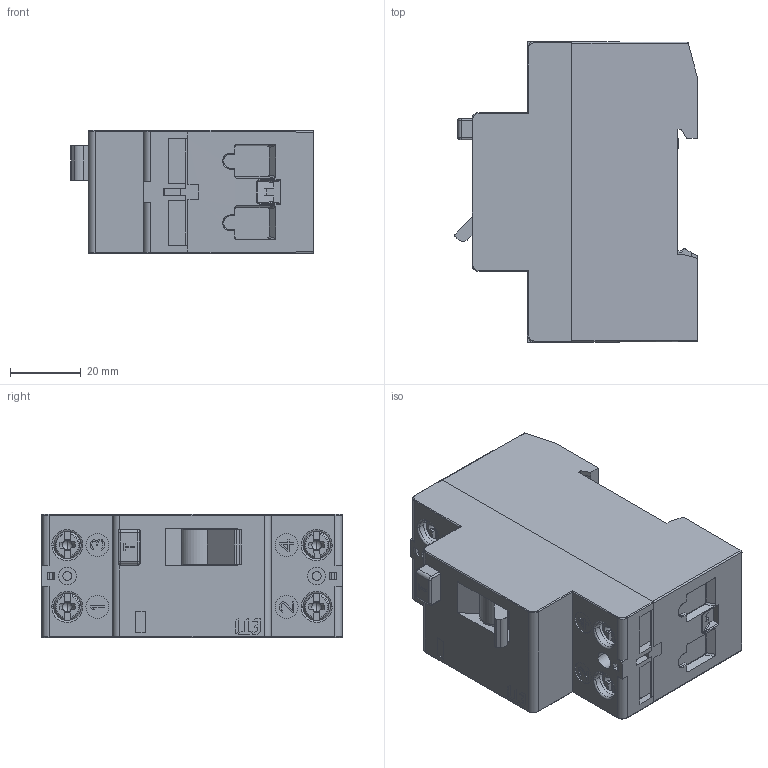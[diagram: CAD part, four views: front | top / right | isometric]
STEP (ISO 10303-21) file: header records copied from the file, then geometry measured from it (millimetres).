
FILE_DESCRIPTION((''),'2;1');
FILE_NAME('002062530_EFI-2_100-0_03_ASM','2022-11-28T12:37:22',('klemen.sitar'),('Audax d.o.o.'),'CREO PARAMETRIC BY PTC INC, 2021304','CREO PARAMETRIC BY PTC INC, 2021304','');
FILE_SCHEMA(('AP242_MANAGED_MODEL_BASED_3D_ENGINEERING_MIM_LF { 1 0 10303 442 1 1 4 }'));
Products named in the file (7): H7_11MM_USED_FOR_ETIMAT; PRT0002_1; PRT0003_1; PRT0004_1; P2_1; TYPE_1___FI-8_08MM_1; 002062530_EFI-2_100-0_03_ASM
Assembly tree (9 placements, depth 2):
  002062530_EFI-2_100-0_03_ASM
    H7_11MM_USED_FOR_ETIMAT
    PRT0002_1
    PRT0003_1
    PRT0004_1
    P2_1
    TYPE_1___FI-8_08MM_1  x4
Bounding box: 68.7 x 85 x 35 mm (x, y, z)
Volume: 156065.2 mm3; surface area: 26822.1 mm2
Topology: 11 solids, 11 shells, 1002 faces, 2779 edges, 1821 vertices
Faces by surface type: plane 655, cylinder 233, cone 40, bspline 26, torus 24, sphere 16, extrusion 8
Entity records: 38441 total; most frequent: CARTESIAN_POINT 7023, ORIENTED_EDGE 4812, DIRECTION 4419, PRESENTATION_STYLE_ASSIGNMENT 2533, STYLED_ITEM 2482, CURVE_STYLE 2420, EDGE_CURVE 2406, VECTOR 1735
